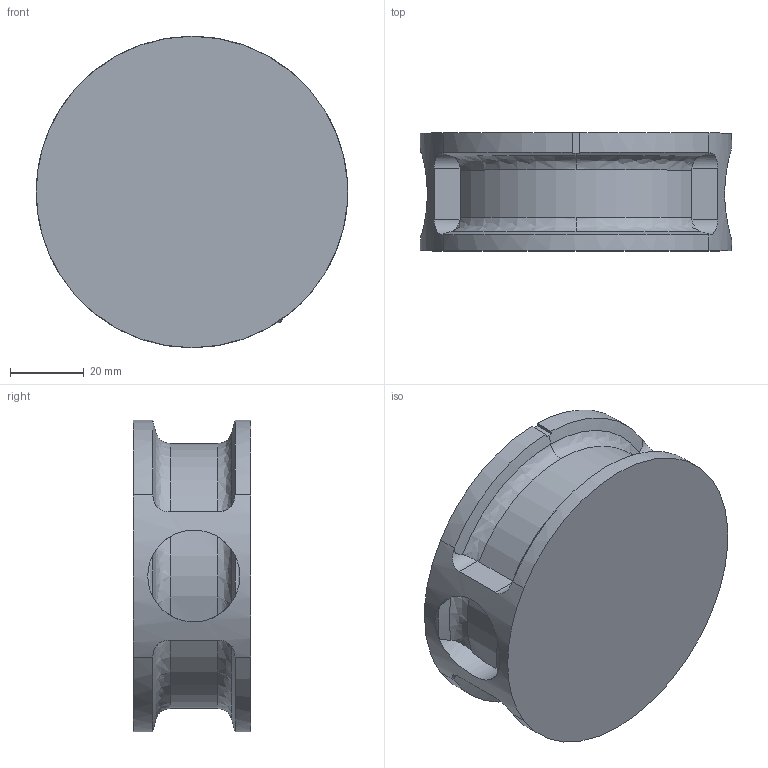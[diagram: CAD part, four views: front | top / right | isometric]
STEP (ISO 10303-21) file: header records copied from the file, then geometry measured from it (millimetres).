
FILE_DESCRIPTION (( 'STEP AP203' ), '1' );
FILE_NAME ('IRB140_-_M2004C_LINK5.STEP', '2009-11-25T15:19:07', ( 'ABB' ), ( 'ABB' ), 'SwSTEP 2.0', 'SolidWorks 2008', '' );
FILE_SCHEMA (( 'CONFIG_CONTROL_DESIGN' ));
Length unit declared in the file: millimetre
Products named in the file (1): IRB140_-_M2004C_LINK5
Bounding box: 84.6 x 32 x 84.6 mm (x, y, z)
Volume: 145552.9 mm3; surface area: 23806.6 mm2
Topology: 2 solids, 2 shells, 91 faces, 243 edges, 160 vertices
Faces by surface type: cylinder 34, plane 29, bspline 18, cone 10
Entity records: 4908 total; most frequent: CARTESIAN_POINT 2815, ORIENTED_EDGE 486, DIRECTION 328, EDGE_CURVE 243, VERTEX_POINT 160, AXIS2_PLACEMENT_3D 134, B_SPLINE_CURVE_WITH_KNOTS 121, EDGE_LOOP 95
